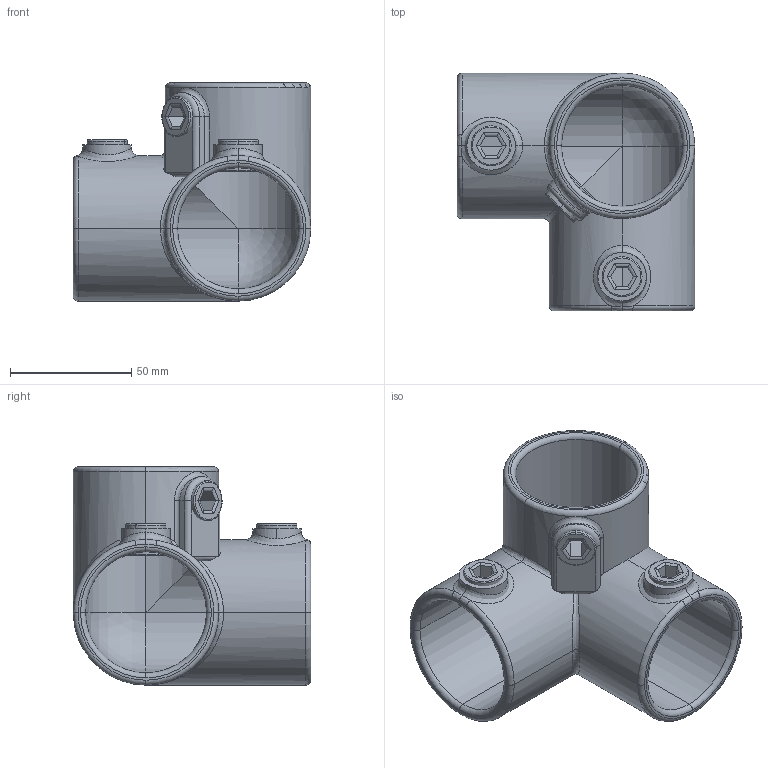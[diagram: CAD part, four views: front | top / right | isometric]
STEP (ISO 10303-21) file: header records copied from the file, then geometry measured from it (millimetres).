
FILE_DESCRIPTION (( 'STEP AP203' ), '1' );
FILE_NAME ('128-D48.STEP', '2016-09-07T09:07:38', ( '' ), ( '' ), 'SwSTEP 2.0', 'SolidWorks 2015', '' );
FILE_SCHEMA (( 'CONFIG_CONTROL_DESIGN' ));
Length unit declared in the file: millimetre
Products named in the file (3): 128-D48 Teil1; 128-D48; 128-D48 Teil2
Assembly tree (4 placements, depth 2):
  128-D48
    128-D48 Teil1
    128-D48 Teil2  x3
Bounding box: 98 x 98 x 90 mm (x, y, z)
Volume: 142614.8 mm3; surface area: 61266.6 mm2
Topology: 4 solids, 4 shells, 160 faces, 368 edges, 209 vertices
Faces by surface type: cylinder 79, torus 33, plane 33, bspline 13, sphere 2
Entity records: 5094 total; most frequent: CARTESIAN_POINT 2406, ORIENTED_EDGE 504, DIRECTION 492, EDGE_CURVE 252, AXIS2_PLACEMENT_3D 207, VERTEX_POINT 145, EDGE_LOOP 117, ADVANCED_FACE 108
